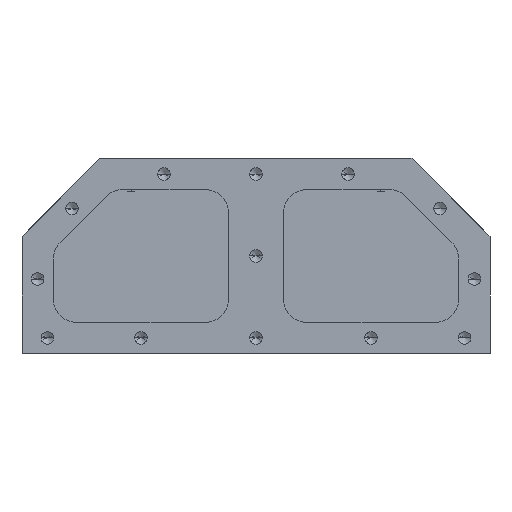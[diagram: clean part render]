
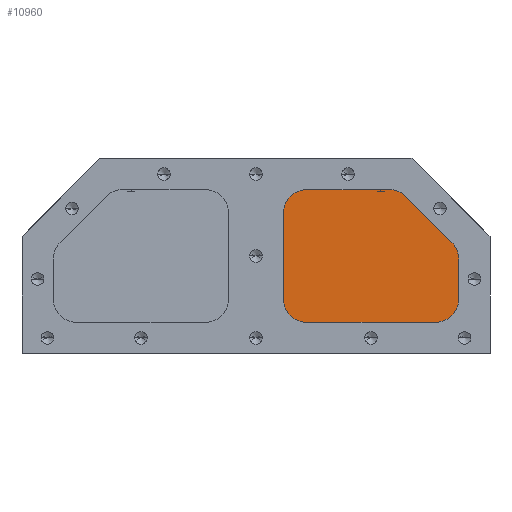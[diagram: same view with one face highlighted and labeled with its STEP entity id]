
A CAD part, left-side view. The second image highlights one B-rep face of the part: STEP entity #10960.
In plain terms, the highlighted planar face has unit normal (-1, 0, 0).
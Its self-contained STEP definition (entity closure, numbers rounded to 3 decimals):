
#37 = CIRCLE ( 'NONE', #16143, 15. ) ;
#59 = DIRECTION ( 'NONE',  ( 1., 0., 0. ) ) ;
#416 = DIRECTION ( 'NONE',  ( 1., 0., 0. ) ) ;
#446 = DIRECTION ( 'NONE',  ( 1., 0., 0. ) ) ;
#521 = EDGE_CURVE ( 'NONE', #2972, #8375, #1448, .T. ) ;
#530 = DIRECTION ( 'NONE',  ( 0., 1., 0. ) ) ;
#769 = CARTESIAN_POINT ( 'NONE',  ( -302.5, -67.5, -314.497 ) ) ;
#938 = EDGE_CURVE ( 'NONE', #6901, #7346, #11937, .T. ) ;
#1448 = LINE ( 'NONE', #13069, #19736 ) ;
#1534 = CARTESIAN_POINT ( 'NONE',  ( -302.5, -63.107, -303.891 ) ) ;
#1769 = CARTESIAN_POINT ( 'NONE',  ( -302.5, 30., -285. ) ) ;
#2303 = EDGE_CURVE ( 'NONE', #7125, #8560, #6346, .T. ) ;
#2367 = VECTOR ( 'NONE', #13801, 1000. ) ;
#2490 = CARTESIAN_POINT ( 'NONE',  ( -302.5, -52.5, -314.497 ) ) ;
#2972 = VERTEX_POINT ( 'NONE', #769 ) ;
#3527 = ORIENTED_EDGE ( 'NONE', *, *, #17534, .F. ) ;
#3571 = DIRECTION ( 'NONE',  ( 0., 1., 0. ) ) ;
#3902 = DIRECTION ( 'NONE',  ( 1., 0., 0. ) ) ;
#4680 = AXIS2_PLACEMENT_3D ( 'NONE', #18158, #416, #21750 ) ;
#5425 = FACE_OUTER_BOUND ( 'NONE', #20896, .T. ) ;
#5838 = EDGE_CURVE ( 'NONE', #12450, #2972, #21766, .T. ) ;
#5982 = CARTESIAN_POINT ( 'NONE',  ( -302.5, -52.5, -355. ) ) ;
#6346 = CIRCLE ( 'NONE', #9055, 15. ) ;
#6572 = AXIS2_PLACEMENT_3D ( 'NONE', #2490, #446, #530 ) ;
#6901 = VERTEX_POINT ( 'NONE', #21260 ) ;
#7125 = VERTEX_POINT ( 'NONE', #9989 ) ;
#7346 = VERTEX_POINT ( 'NONE', #12458 ) ;
#7394 = ORIENTED_EDGE ( 'NONE', *, *, #15878, .F. ) ;
#7462 = VERTEX_POINT ( 'NONE', #14541 ) ;
#7624 = PLANE ( 'NONE',  #4680 ) ;
#8192 = DIRECTION ( 'NONE',  ( 1., 0., 0. ) ) ;
#8282 = ORIENTED_EDGE ( 'NONE', *, *, #20200, .F. ) ;
#8303 = DIRECTION ( 'NONE',  ( 0., 1., 0. ) ) ;
#8375 = VERTEX_POINT ( 'NONE', #10504 ) ;
#8442 = DIRECTION ( 'NONE',  ( 1., 0., 0. ) ) ;
#8560 = VERTEX_POINT ( 'NONE', #12800 ) ;
#9055 = AXIS2_PLACEMENT_3D ( 'NONE', #14484, #3902, #9074 ) ;
#9074 = DIRECTION ( 'NONE',  ( 0., 1., 0. ) ) ;
#9222 = EDGE_CURVE ( 'NONE', #8375, #6901, #17436, .T. ) ;
#9263 = LINE ( 'NONE', #15478, #14500 ) ;
#9502 = ORIENTED_EDGE ( 'NONE', *, *, #2303, .F. ) ;
#9989 = CARTESIAN_POINT ( 'NONE',  ( -302.5, -23.003, -270. ) ) ;
#10504 = CARTESIAN_POINT ( 'NONE',  ( -302.5, -67.5, -340. ) ) ;
#10960 = ADVANCED_FACE ( 'NONE', ( #5425 ), #7624, .F. ) ;
#11215 = EDGE_CURVE ( 'NONE', #8560, #12450, #22073, .T. ) ;
#11382 = VECTOR ( 'NONE', #18366, 1000. ) ;
#11937 = LINE ( 'NONE', #5982, #11382 ) ;
#12450 = VERTEX_POINT ( 'NONE', #1534 ) ;
#12458 = CARTESIAN_POINT ( 'NONE',  ( -302.5, 30., -355. ) ) ;
#12550 = AXIS2_PLACEMENT_3D ( 'NONE', #20842, #8192, #15464 ) ;
#12695 = AXIS2_PLACEMENT_3D ( 'NONE', #15334, #8442, #8303 ) ;
#12800 = CARTESIAN_POINT ( 'NONE',  ( -302.5, -33.609, -274.393 ) ) ;
#12802 = CIRCLE ( 'NONE', #12695, 15. ) ;
#13069 = CARTESIAN_POINT ( 'NONE',  ( -302.5, -67.5, -314.497 ) ) ;
#13801 = DIRECTION ( 'NONE',  ( 0., -0.707, -0.707 ) ) ;
#14232 = ORIENTED_EDGE ( 'NONE', *, *, #938, .F. ) ;
#14484 = CARTESIAN_POINT ( 'NONE',  ( -302.5, -23.003, -285. ) ) ;
#14500 = VECTOR ( 'NONE', #15851, 1000. ) ;
#14541 = CARTESIAN_POINT ( 'NONE',  ( -302.5, 45., -285. ) ) ;
#14783 = DIRECTION ( 'NONE',  ( 0., 0., -1. ) ) ;
#15056 = EDGE_CURVE ( 'NONE', #7346, #18130, #12802, .T. ) ;
#15334 = CARTESIAN_POINT ( 'NONE',  ( -302.5, 30., -340. ) ) ;
#15464 = DIRECTION ( 'NONE',  ( 0., -1., 0. ) ) ;
#15478 = CARTESIAN_POINT ( 'NONE',  ( -302.5, 45., -340. ) ) ;
#15851 = DIRECTION ( 'NONE',  ( 0., 0., 1. ) ) ;
#15878 = EDGE_CURVE ( 'NONE', #18130, #7462, #9263, .T. ) ;
#16143 = AXIS2_PLACEMENT_3D ( 'NONE', #1769, #59, #3571 ) ;
#16577 = ORIENTED_EDGE ( 'NONE', *, *, #521, .F. ) ;
#17436 = CIRCLE ( 'NONE', #12550, 15. ) ;
#17534 = EDGE_CURVE ( 'NONE', #7462, #21786, #37, .T. ) ;
#17619 = ORIENTED_EDGE ( 'NONE', *, *, #15056, .F. ) ;
#17754 = CARTESIAN_POINT ( 'NONE',  ( -302.5, 30., -270. ) ) ;
#17979 = ORIENTED_EDGE ( 'NONE', *, *, #9222, .F. ) ;
#18130 = VERTEX_POINT ( 'NONE', #19702 ) ;
#18158 = CARTESIAN_POINT ( 'NONE',  ( -302.5, -52.5, -340. ) ) ;
#18366 = DIRECTION ( 'NONE',  ( 0., 1., 0. ) ) ;
#19702 = CARTESIAN_POINT ( 'NONE',  ( -302.5, 45., -340. ) ) ;
#19736 = VECTOR ( 'NONE', #14783, 1000. ) ;
#20200 = EDGE_CURVE ( 'NONE', #21786, #7125, #22897, .T. ) ;
#20842 = CARTESIAN_POINT ( 'NONE',  ( -302.5, -52.5, -340. ) ) ;
#20896 = EDGE_LOOP ( 'NONE', ( #17979, #16577, #21578, #22176, #9502, #8282, #3527, #7394, #17619, #14232 ) ) ;
#20942 = CARTESIAN_POINT ( 'NONE',  ( -302.5, 30., -270. ) ) ;
#21109 = DIRECTION ( 'NONE',  ( 0., -1., 0. ) ) ;
#21260 = CARTESIAN_POINT ( 'NONE',  ( -302.5, -52.5, -355. ) ) ;
#21510 = VECTOR ( 'NONE', #21109, 1000. ) ;
#21578 = ORIENTED_EDGE ( 'NONE', *, *, #5838, .F. ) ;
#21750 = DIRECTION ( 'NONE',  ( 0., -1., 0. ) ) ;
#21766 = CIRCLE ( 'NONE', #6572, 15. ) ;
#21786 = VERTEX_POINT ( 'NONE', #17754 ) ;
#22073 = LINE ( 'NONE', #22683, #2367 ) ;
#22176 = ORIENTED_EDGE ( 'NONE', *, *, #11215, .F. ) ;
#22683 = CARTESIAN_POINT ( 'NONE',  ( -302.5, -33.609, -274.393 ) ) ;
#22897 = LINE ( 'NONE', #20942, #21510 ) ;
